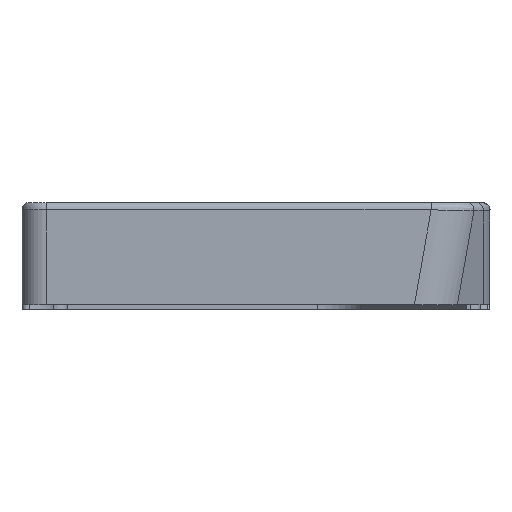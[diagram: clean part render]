
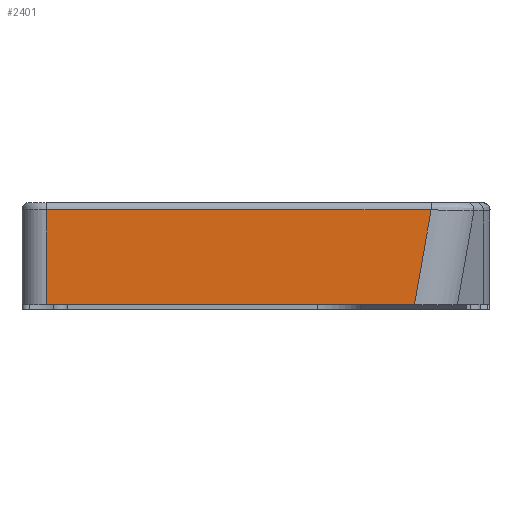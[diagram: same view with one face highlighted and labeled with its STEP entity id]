
A CAD part, left-side view. The second image highlights one B-rep face of the part: STEP entity #2401.
In plain terms, the highlighted planar face has unit normal (-1, 0, 0).
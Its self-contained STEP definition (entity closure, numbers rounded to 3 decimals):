
#47=PLANE('',#2575);
#114=LINE('',#3712,#307);
#122=LINE('',#3781,#315);
#124=LINE('',#3787,#317);
#125=LINE('',#3788,#318);
#307=VECTOR('',#2872,10.);
#315=VECTOR('',#2916,10.);
#317=VECTOR('',#2922,10.);
#318=VECTOR('',#2923,10.);
#579=FACE_OUTER_BOUND('',#735,.T.);
#735=EDGE_LOOP('',(#1683,#1684,#1685,#1686));
#1056=VERTEX_POINT('',#3701);
#1060=VERTEX_POINT('',#3710);
#1073=VERTEX_POINT('',#3780);
#1075=VERTEX_POINT('',#3786);
#1284=EDGE_CURVE('',#1060,#1056,#114,.T.);
#1304=EDGE_CURVE('',#1056,#1073,#122,.T.);
#1307=EDGE_CURVE('',#1075,#1060,#124,.T.);
#1308=EDGE_CURVE('',#1073,#1075,#125,.F.);
#1683=ORIENTED_EDGE('',*,*,#1284,.F.);
#1684=ORIENTED_EDGE('',*,*,#1307,.F.);
#1685=ORIENTED_EDGE('',*,*,#1308,.F.);
#1686=ORIENTED_EDGE('',*,*,#1304,.F.);
#2401=ADVANCED_FACE('',(#579),#47,.T.);
#2575=AXIS2_PLACEMENT_3D('',#3785,#2920,#2921);
#2872=DIRECTION('',(0.,-1.,0.));
#2916=DIRECTION('',(0.,0.174,-0.985));
#2920=DIRECTION('center_axis',(-1.,0.,0.));
#2921=DIRECTION('ref_axis',(0.,-1.,0.));
#2922=DIRECTION('',(0.,0.,1.));
#2923=DIRECTION('',(0.,-1.,0.));
#3701=CARTESIAN_POINT('',(-117.452,-32.887,20.1));
#3710=CARTESIAN_POINT('',(-117.452,46.266,20.1));
#3712=CARTESIAN_POINT('',(-117.452,16.793,20.1));
#3780=CARTESIAN_POINT('',(-117.452,-29.448,0.6));
#3781=CARTESIAN_POINT('',(-117.452,-29.109,-1.325));
#3785=CARTESIAN_POINT('Origin',(-117.452,29.594,1.34));
#3786=CARTESIAN_POINT('',(-117.452,46.266,0.6));
#3787=CARTESIAN_POINT('',(-117.452,46.266,1.47));
#3788=CARTESIAN_POINT('',(-117.452,12.793,0.6));
